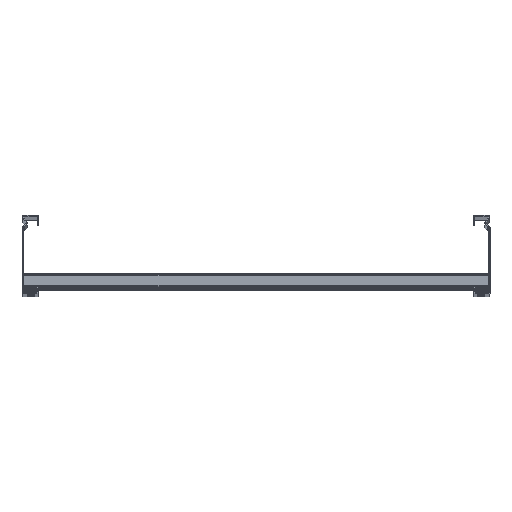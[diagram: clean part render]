
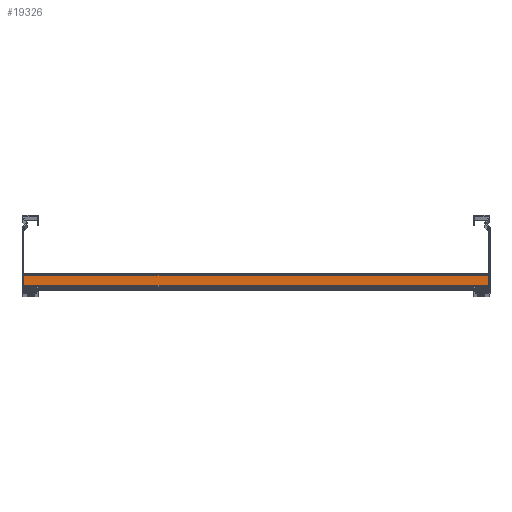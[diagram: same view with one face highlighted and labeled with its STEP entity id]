
A CAD part, top view. The second image highlights one B-rep face of the part: STEP entity #19326.
In plain terms, the highlighted face is planar.
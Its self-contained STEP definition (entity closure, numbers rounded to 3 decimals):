
#428 = VECTOR ( 'NONE', #1399, 1000. ) ;
#516 = CARTESIAN_POINT ( 'NONE',  ( 18., 18., -299. ) ) ;
#1399 = DIRECTION ( 'NONE',  ( 0., -1., 0. ) ) ;
#1812 = ORIENTED_EDGE ( 'NONE', *, *, #9353, .F. ) ;
#2136 = DIRECTION ( 'NONE',  ( 0., -1., 0. ) ) ;
#2595 = ORIENTED_EDGE ( 'NONE', *, *, #6649, .T. ) ;
#3122 = ORIENTED_EDGE ( 'NONE', *, *, #13204, .T. ) ;
#4074 = VECTOR ( 'NONE', #2136, 1000. ) ;
#4430 = DIRECTION ( 'NONE',  ( 0., 0., -1. ) ) ;
#4845 = CARTESIAN_POINT ( 'NONE',  ( 18., 15.5, 299. ) ) ;
#5369 = VERTEX_POINT ( 'NONE', #17487 ) ;
#5481 = CARTESIAN_POINT ( 'NONE',  ( 18., 2.5, -299. ) ) ;
#6077 = VERTEX_POINT ( 'NONE', #19687 ) ;
#6649 = EDGE_CURVE ( 'NONE', #6077, #19128, #18602, .T. ) ;
#7405 = AXIS2_PLACEMENT_3D ( 'NONE', #14078, #15781, #17464 ) ;
#7822 = EDGE_LOOP ( 'NONE', ( #13763, #1812, #3122, #2595 ) ) ;
#8169 = CARTESIAN_POINT ( 'NONE',  ( 18., 15.5, 299. ) ) ;
#8217 = VECTOR ( 'NONE', #18383, 1000. ) ;
#9353 = EDGE_CURVE ( 'NONE', #14430, #5369, #17726, .T. ) ;
#10701 = FACE_OUTER_BOUND ( 'NONE', #7822, .T. ) ;
#11050 = CARTESIAN_POINT ( 'NONE',  ( 18., 2.5, 299. ) ) ;
#12383 = PLANE ( 'NONE',  #7405 ) ;
#12818 = VECTOR ( 'NONE', #4430, 1000. ) ;
#13204 = EDGE_CURVE ( 'NONE', #14430, #6077, #15446, .T. ) ;
#13763 = ORIENTED_EDGE ( 'NONE', *, *, #14538, .F. ) ;
#14078 = CARTESIAN_POINT ( 'NONE',  ( 18., 18., 299. ) ) ;
#14322 = LINE ( 'NONE', #516, #4074 ) ;
#14430 = VERTEX_POINT ( 'NONE', #8169 ) ;
#14538 = EDGE_CURVE ( 'NONE', #5369, #19128, #14322, .T. ) ;
#15446 = LINE ( 'NONE', #19875, #428 ) ;
#15781 = DIRECTION ( 'NONE',  ( 1., 0., 0. ) ) ;
#17464 = DIRECTION ( 'NONE',  ( 0., 0., -1. ) ) ;
#17487 = CARTESIAN_POINT ( 'NONE',  ( 18., 15.5, -299. ) ) ;
#17726 = LINE ( 'NONE', #4845, #8217 ) ;
#18383 = DIRECTION ( 'NONE',  ( 0., 0., -1. ) ) ;
#18602 = LINE ( 'NONE', #11050, #12818 ) ;
#19128 = VERTEX_POINT ( 'NONE', #5481 ) ;
#19326 = ADVANCED_FACE ( 'NONE', ( #10701 ), #12383, .T. ) ;
#19687 = CARTESIAN_POINT ( 'NONE',  ( 18., 2.5, 299. ) ) ;
#19875 = CARTESIAN_POINT ( 'NONE',  ( 18., 18., 299. ) ) ;
